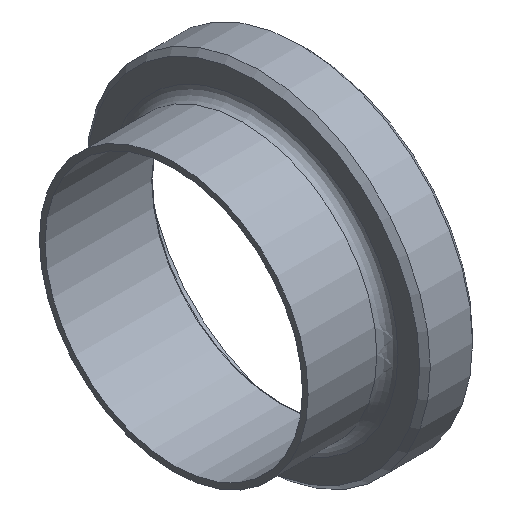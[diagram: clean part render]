
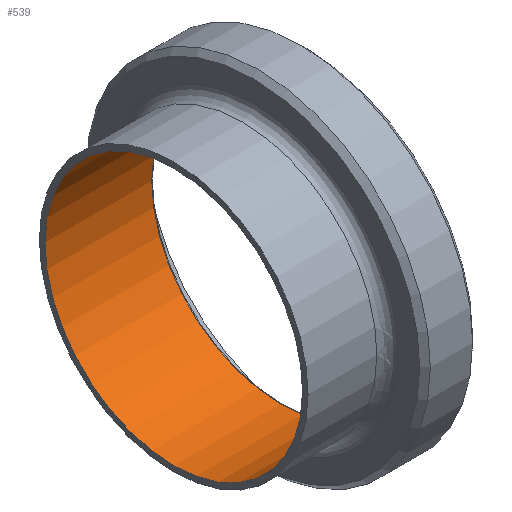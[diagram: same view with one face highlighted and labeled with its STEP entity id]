
A CAD part, isometric view. The second image highlights one B-rep face of the part: STEP entity #539.
In plain terms, the highlighted cylindrical face has radius 48.69 mm (diameter 97.38 mm), a full revolution.
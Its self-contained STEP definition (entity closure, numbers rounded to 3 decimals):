
#505=CARTESIAN_POINT('',(40.375,48.69,0.0));
#506=VERTEX_POINT('',#505);
#507=CARTESIAN_POINT('',(40.375,0.,0.0));
#508=DIRECTION('',(1.0,0.0,0.0));
#509=DIRECTION('',(0.0,1.0,0.0));
#510=AXIS2_PLACEMENT_3D('',#507,#508,#509);
#511=CIRCLE('',#510,48.69);
#512=EDGE_CURVE('',#506,#506,#511,.T.);
#520=CARTESIAN_POINT('',(20.188,0.,0.0));
#521=DIRECTION('',(1.0,0.,0.0));
#522=DIRECTION('',(0.0,1.0,0.0));
#523=AXIS2_PLACEMENT_3D('',#520,#521,#522);
#524=CYLINDRICAL_SURFACE('',#523,48.69);
#525=CARTESIAN_POINT('',(0.,48.69,0.0));
#526=VERTEX_POINT('',#525);
#527=CARTESIAN_POINT('',(0.,0.,0.0));
#528=DIRECTION('',(1.0,0.0,0.0));
#529=DIRECTION('',(0.0,1.0,0.0));
#530=AXIS2_PLACEMENT_3D('',#527,#528,#529);
#531=CIRCLE('',#530,48.69);
#532=EDGE_CURVE('',#526,#526,#531,.T.);
#533=ORIENTED_EDGE('',*,*,#532,.F.);
#534=EDGE_LOOP('',(#533));
#535=FACE_OUTER_BOUND('',#534,.T.);
#536=ORIENTED_EDGE('',*,*,#512,.T.);
#537=EDGE_LOOP('',(#536));
#538=FACE_BOUND('',#537,.T.);
#539=ADVANCED_FACE('',(#535,#538),#524,.F.);
